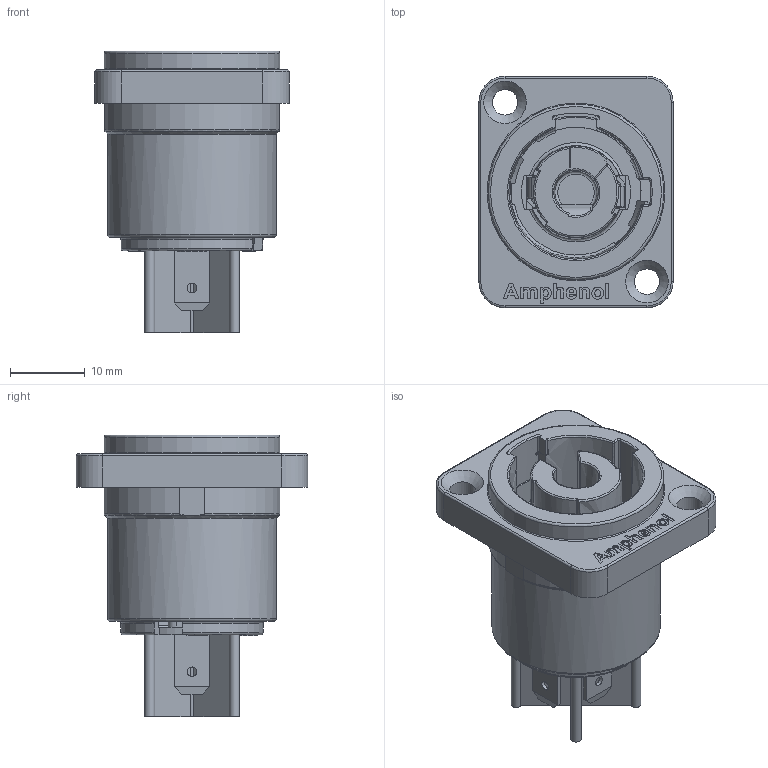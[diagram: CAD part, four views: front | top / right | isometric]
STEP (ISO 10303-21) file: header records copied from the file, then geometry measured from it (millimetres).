
FILE_DESCRIPTION((''),'2;1');
FILE_NAME('HP-3-MDG.stp','2014-10-30T10:15:18',('thien'),(''),'Autodesk Inventor 2012','Autodesk Inventor 2012','');
FILE_SCHEMA(('AUTOMOTIVE_DESIGN { 1 0 10303 214 1 1 1 1 }'));
Length unit declared in the file: millimetre
Products named in the file (2): 55011014-000 (SubstituteLevelofDetail1); 55011014-000_Substitute_1
Assembly tree (1 placements, depth 2):
  55011014-000 (SubstituteLevelofDetail1)
    55011014-000_Substitute_1
Bounding box: 26 x 31 x 37.7 mm (x, y, z)
Volume: 7040 mm3; surface area: 10822.6 mm2
Topology: 1 solids, 1 shells, 789 faces, 2145 edges, 1350 vertices
Faces by surface type: plane 484, cylinder 174, bspline 61, torus 48, cone 14, sphere 8
Full cylindrical faces by diameter (mm): 1.3 x3, 3.4 x2, 3.5 x1, 3.8 x1, 16.992 x1, 20.6 x1, 21.6 x1, 22.6 x1, 23.5 x1
Entity records: 26613 total; most frequent: CARTESIAN_POINT 6123, ORIENTED_EDGE 4224, DIRECTION 3915, EDGE_CURVE 2112, VECTOR 1355, LINE 1355, VERTEX_POINT 1343, AXIS2_PLACEMENT_3D 1280
